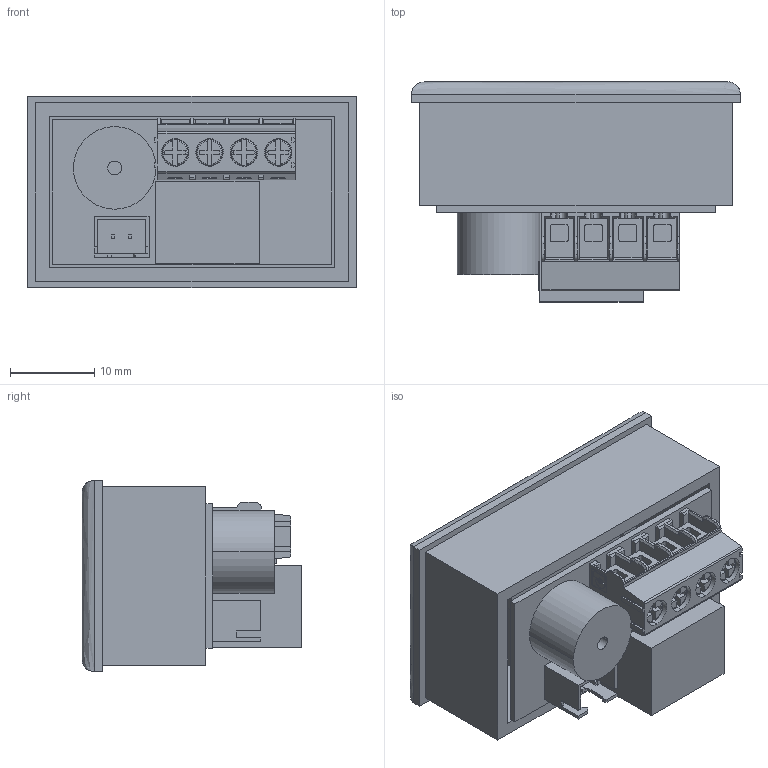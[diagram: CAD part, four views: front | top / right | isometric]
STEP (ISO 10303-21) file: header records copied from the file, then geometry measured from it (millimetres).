
FILE_DESCRIPTION(('FreeCAD Model'),'2;1');
FILE_NAME('Open CASCADE Shape Model','2025-04-30T07:34:06',('FreeCAD'),( 'FreeCAD'),'Open CASCADE STEP processor 7.6','FreeCAD','Unknown');
FILE_SCHEMA(('AUTOMOTIVE_DESIGN { 1 0 10303 214 1 1 1 1 }'));
Length unit declared in the file: millimetre
Products named in the file (1): Open CASCADE STEP translator 7.6 1
Bounding box: 38.95 x 26.08 x 22.65 mm (x, y, z)
Volume: 7684.5 mm3; surface area: 8478.5 mm2
Topology: 12 solids, 12 shells, 899 faces, 2274 edges, 1500 vertices
Faces by surface type: bspline 899
Entity records: 26453 total; most frequent: CARTESIAN_POINT 12630, ORIENTED_EDGE 4548, EDGE_CURVE 2274, B_SPLINE_CURVE_WITH_KNOTS 1858, VERTEX_POINT 1500, FACE_BOUND 1006, EDGE_LOOP 1006, ADVANCED_FACE 899
